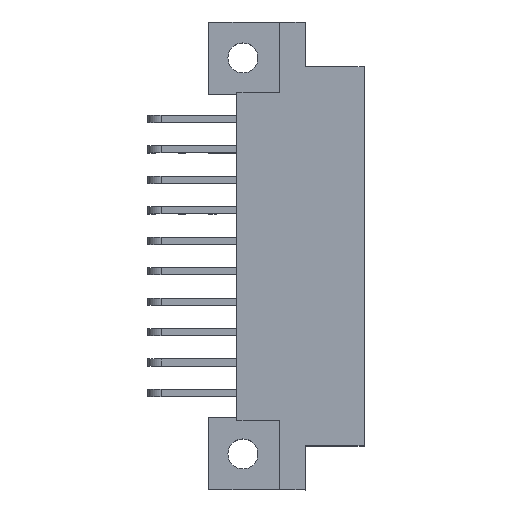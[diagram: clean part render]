
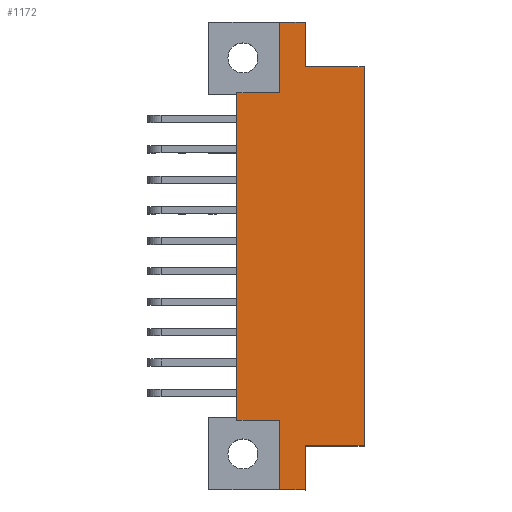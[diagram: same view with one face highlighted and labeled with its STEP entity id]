
A CAD part, top view. The second image highlights one B-rep face of the part: STEP entity #1172.
In plain terms, the highlighted planar face has unit normal (0, 0, 1).
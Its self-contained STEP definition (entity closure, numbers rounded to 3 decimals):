
#164=CARTESIAN_POINT('',(5.59,2.18,9.35));
#165=VERTEX_POINT('',#164);
#172=CARTESIAN_POINT('',(5.59,8.07,9.35));
#173=VERTEX_POINT('',#172);
#174=CARTESIAN_POINT('',(5.59,8.07,9.35));
#175=DIRECTION('',(0.0,-1.0,0.0));
#176=VECTOR('',#175,5.89);
#177=LINE('',#174,#176);
#178=EDGE_CURVE('',#173,#165,#177,.T.);
#202=CARTESIAN_POINT('',(2.04,2.18,9.35));
#203=VERTEX_POINT('',#202);
#210=CARTESIAN_POINT('',(5.59,2.18,9.35));
#211=DIRECTION('',(-1.0,0.0,0.0));
#212=VECTOR('',#211,3.55);
#213=LINE('',#210,#212);
#214=EDGE_CURVE('',#165,#203,#213,.T.);
#265=CARTESIAN_POINT('',(2.04,-25.14,9.35));
#266=VERTEX_POINT('',#265);
#273=CARTESIAN_POINT('',(2.04,-25.14,9.35));
#274=DIRECTION('',(0.0,1.0,0.0));
#275=VECTOR('',#274,27.32);
#276=LINE('',#273,#275);
#277=EDGE_CURVE('',#266,#203,#276,.T.);
#312=CARTESIAN_POINT('',(7.74,4.32,9.35));
#313=VERTEX_POINT('',#312);
#322=CARTESIAN_POINT('',(12.64,4.32,9.35));
#323=VERTEX_POINT('',#322);
#324=CARTESIAN_POINT('',(12.64,4.32,9.35));
#325=DIRECTION('',(-1.0,0.0,0.0));
#326=VECTOR('',#325,4.9);
#327=LINE('',#324,#326);
#328=EDGE_CURVE('',#323,#313,#327,.T.);
#352=CARTESIAN_POINT('',(7.74,-27.28,9.35));
#353=VERTEX_POINT('',#352);
#370=CARTESIAN_POINT('',(12.64,-27.28,9.35));
#371=VERTEX_POINT('',#370);
#378=CARTESIAN_POINT('',(7.74,-27.28,9.35));
#379=DIRECTION('',(1.0,0.0,0.0));
#380=VECTOR('',#379,4.9);
#381=LINE('',#378,#380);
#382=EDGE_CURVE('',#353,#371,#381,.T.);
#402=CARTESIAN_POINT('',(5.59,-30.93,9.35));
#403=VERTEX_POINT('',#402);
#410=CARTESIAN_POINT('',(5.59,-25.14,9.35));
#411=VERTEX_POINT('',#410);
#412=CARTESIAN_POINT('',(5.59,-25.14,9.35));
#413=DIRECTION('',(0.0,-1.0,0.0));
#414=VECTOR('',#413,5.79);
#415=LINE('',#412,#414);
#416=EDGE_CURVE('',#411,#403,#415,.T.);
#1088=CARTESIAN_POINT('',(12.64,4.32,9.35));
#1089=DIRECTION('',(0.0,-1.0,0.0));
#1090=VECTOR('',#1089,31.6);
#1091=LINE('',#1088,#1090);
#1092=EDGE_CURVE('',#323,#371,#1091,.T.);
#1119=CARTESIAN_POINT('',(2.04,-25.14,9.35));
#1120=DIRECTION('',(1.0,0.0,0.0));
#1121=VECTOR('',#1120,3.55);
#1122=LINE('',#1119,#1121);
#1123=EDGE_CURVE('',#266,#411,#1122,.T.);
#1129=CARTESIAN_POINT('',(7.34,-27.28,9.35));
#1130=DIRECTION('',(0.0,0.0,1.0));
#1131=DIRECTION('',(0.0,-1.0,0.0));
#1132=AXIS2_PLACEMENT_3D('',#1129,#1130,#1131);
#1133=PLANE('',#1132);
#1134=ORIENTED_EDGE('',*,*,#214,.T.);
#1135=ORIENTED_EDGE('',*,*,#277,.F.);
#1136=ORIENTED_EDGE('',*,*,#1123,.T.);
#1137=ORIENTED_EDGE('',*,*,#416,.T.);
#1138=CARTESIAN_POINT('',(7.74,-30.93,9.35));
#1139=VERTEX_POINT('',#1138);
#1140=CARTESIAN_POINT('',(5.59,-30.93,9.35));
#1141=DIRECTION('',(1.0,0.0,0.0));
#1142=VECTOR('',#1141,2.15);
#1143=LINE('',#1140,#1142);
#1144=EDGE_CURVE('',#403,#1139,#1143,.T.);
#1145=ORIENTED_EDGE('',*,*,#1144,.T.);
#1146=CARTESIAN_POINT('',(7.74,-30.93,9.35));
#1147=DIRECTION('',(0.0,1.0,0.0));
#1148=VECTOR('',#1147,3.65);
#1149=LINE('',#1146,#1148);
#1150=EDGE_CURVE('',#1139,#353,#1149,.T.);
#1151=ORIENTED_EDGE('',*,*,#1150,.T.);
#1152=ORIENTED_EDGE('',*,*,#382,.T.);
#1153=ORIENTED_EDGE('',*,*,#1092,.F.);
#1154=ORIENTED_EDGE('',*,*,#328,.T.);
#1155=CARTESIAN_POINT('',(7.74,8.07,9.35));
#1156=VERTEX_POINT('',#1155);
#1157=CARTESIAN_POINT('',(7.74,8.07,9.35));
#1158=DIRECTION('',(0.0,-1.0,0.0));
#1159=VECTOR('',#1158,3.75);
#1160=LINE('',#1157,#1159);
#1161=EDGE_CURVE('',#1156,#313,#1160,.T.);
#1162=ORIENTED_EDGE('',*,*,#1161,.F.);
#1163=CARTESIAN_POINT('',(5.59,8.07,9.35));
#1164=DIRECTION('',(1.0,0.0,0.0));
#1165=VECTOR('',#1164,2.15);
#1166=LINE('',#1163,#1165);
#1167=EDGE_CURVE('',#173,#1156,#1166,.T.);
#1168=ORIENTED_EDGE('',*,*,#1167,.F.);
#1169=ORIENTED_EDGE('',*,*,#178,.T.);
#1170=EDGE_LOOP('',(#1134,#1135,#1136,#1137,#1145,#1151,#1152,#1153,#1154,#1162,#1168,#1169));
#1171=FACE_OUTER_BOUND('',#1170,.T.);
#1172=ADVANCED_FACE('',(#1171),#1133,.T.);
